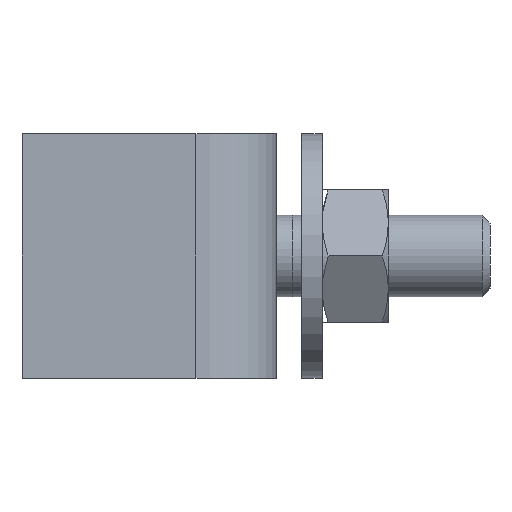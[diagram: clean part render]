
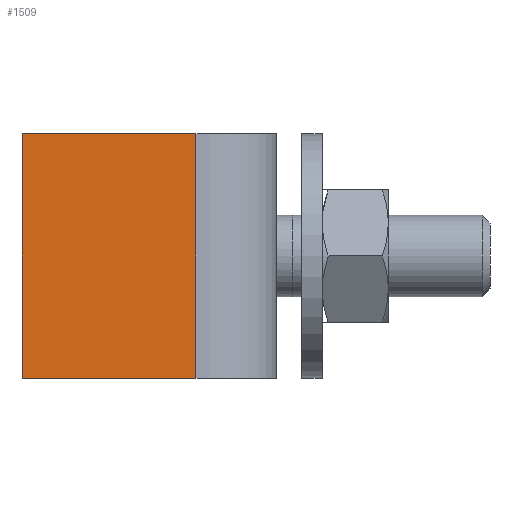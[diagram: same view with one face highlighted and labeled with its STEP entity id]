
A CAD part, left-side view. The second image highlights one B-rep face of the part: STEP entity #1509.
In plain terms, the highlighted planar face has unit normal (-1, 0, 0).
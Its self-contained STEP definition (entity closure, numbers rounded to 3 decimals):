
#58 = LINE ( 'NONE', #1312, #1296 ) ;
#82 = AXIS2_PLACEMENT_3D ( 'NONE', #473, #1707, #314 ) ;
#199 = ORIENTED_EDGE ( 'NONE', *, *, #589, .F. ) ;
#201 = CARTESIAN_POINT ( 'NONE',  ( 0., 25., 12. ) ) ;
#231 = VECTOR ( 'NONE', #709, 1000. ) ;
#314 = DIRECTION ( 'NONE',  ( 0., 1., 0. ) ) ;
#322 = CARTESIAN_POINT ( 'NONE',  ( 0., 25., 12. ) ) ;
#340 = VERTEX_POINT ( 'NONE', #322 ) ;
#400 = VECTOR ( 'NONE', #1556, 1000. ) ;
#473 = CARTESIAN_POINT ( 'NONE',  ( 0., 25., 12. ) ) ;
#524 = CARTESIAN_POINT ( 'NONE',  ( 0., 25., -12. ) ) ;
#554 = ORIENTED_EDGE ( 'NONE', *, *, #1484, .F. ) ;
#589 = EDGE_CURVE ( 'NONE', #784, #340, #1717, .T. ) ;
#595 = DIRECTION ( 'NONE',  ( 0., -1., 0. ) ) ;
#709 = DIRECTION ( 'NONE',  ( 0., 0., -1. ) ) ;
#718 = LINE ( 'NONE', #1268, #231 ) ;
#784 = VERTEX_POINT ( 'NONE', #524 ) ;
#800 = CARTESIAN_POINT ( 'NONE',  ( 0., 7.9, 12. ) ) ;
#847 = EDGE_CURVE ( 'NONE', #784, #1255, #1539, .T. ) ;
#902 = ORIENTED_EDGE ( 'NONE', *, *, #847, .T. ) ;
#987 = EDGE_LOOP ( 'NONE', ( #554, #1333, #199, #902 ) ) ;
#1083 = FACE_OUTER_BOUND ( 'NONE', #987, .T. ) ;
#1146 = PLANE ( 'NONE',  #82 ) ;
#1255 = VERTEX_POINT ( 'NONE', #1545 ) ;
#1268 = CARTESIAN_POINT ( 'NONE',  ( 0., 7.9, 12. ) ) ;
#1273 = EDGE_CURVE ( 'NONE', #340, #1343, #58, .T. ) ;
#1296 = VECTOR ( 'NONE', #595, 1000. ) ;
#1312 = CARTESIAN_POINT ( 'NONE',  ( 0., 4., 12. ) ) ;
#1333 = ORIENTED_EDGE ( 'NONE', *, *, #1273, .F. ) ;
#1343 = VERTEX_POINT ( 'NONE', #800 ) ;
#1484 = EDGE_CURVE ( 'NONE', #1343, #1255, #718, .T. ) ;
#1509 = ADVANCED_FACE ( 'NONE', ( #1083 ), #1146, .F. ) ;
#1531 = VECTOR ( 'NONE', #1695, 1000. ) ;
#1539 = LINE ( 'NONE', #1683, #400 ) ;
#1545 = CARTESIAN_POINT ( 'NONE',  ( 0., 7.9, -12. ) ) ;
#1556 = DIRECTION ( 'NONE',  ( 0., -1., 0. ) ) ;
#1683 = CARTESIAN_POINT ( 'NONE',  ( 0., 7.9, -12. ) ) ;
#1695 = DIRECTION ( 'NONE',  ( 0., 0., 1. ) ) ;
#1707 = DIRECTION ( 'NONE',  ( 1., 0., 0. ) ) ;
#1717 = LINE ( 'NONE', #201, #1531 ) ;
